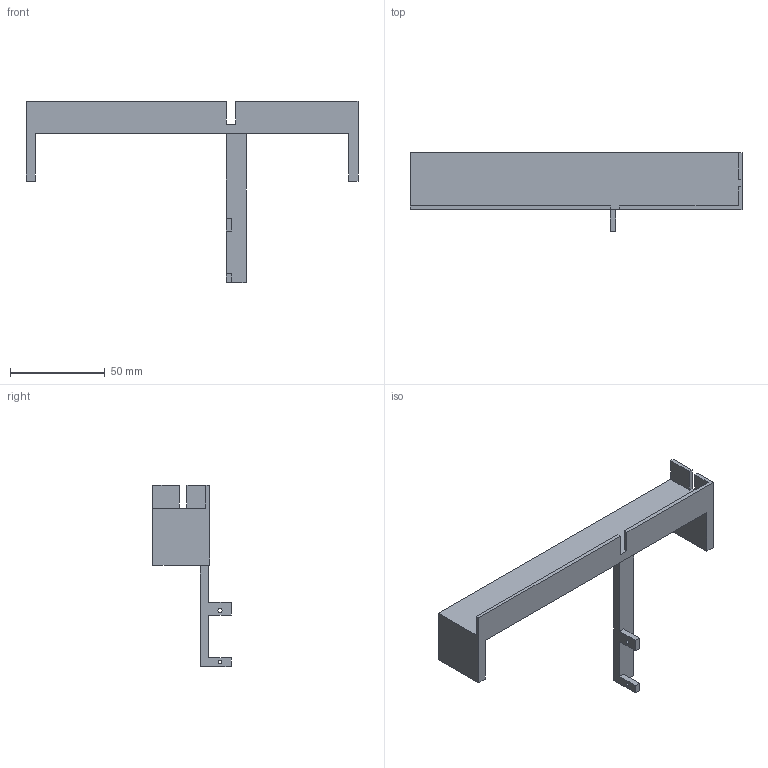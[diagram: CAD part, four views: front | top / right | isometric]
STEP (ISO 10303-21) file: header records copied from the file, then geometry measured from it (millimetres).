
FILE_DESCRIPTION(/* description */ (''),/* implementation_level */ '2;1');
FILE_NAME(/* name */ 'CPS_Project_Switch Mount v4.step',/* time_stamp */ '2022-06-08T12:05:39-04:00',/* author */ (''),/* organization */ (''),/* preprocessor_version */ 'ST-DEVELOPER v19',/* originating_system */ 'Autodesk Translation Framework v11.7.0.108',/* authorisation */ '');
FILE_SCHEMA (('AUTOMOTIVE_DESIGN { 1 0 10303 214 3 1 1 }'));
Length unit declared in the file: millimetre
Products named in the file (1): CPS_Project_Switch Mount
Bounding box: 175 x 41.3 x 95.54 mm (x, y, z)
Volume: 42499.8 mm3; surface area: 23643.7 mm2
Topology: 1 solids, 1 shells, 35 faces, 96 edges, 64 vertices
Faces by surface type: plane 33, cylinder 2
Full cylindrical faces by diameter (mm): 2 x1, 2.2 x1
Entity records: 1135 total; most frequent: CARTESIAN_POINT 196, ORIENTED_EDGE 192, DIRECTION 172, EDGE_CURVE 96, LINE 92, VECTOR 92, VERTEX_POINT 64, EDGE_LOOP 40
